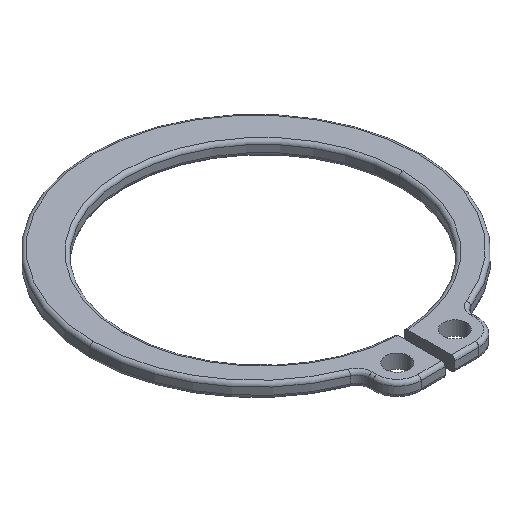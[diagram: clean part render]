
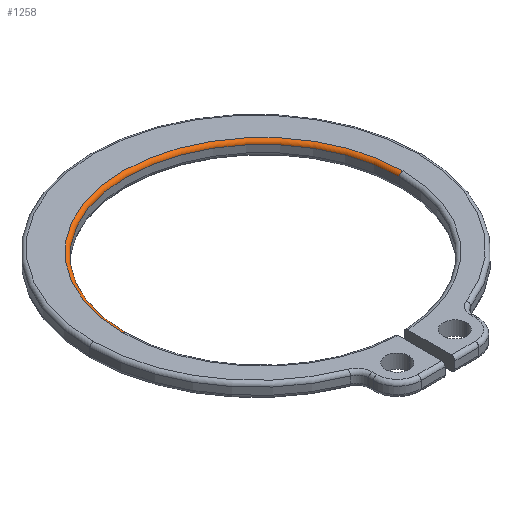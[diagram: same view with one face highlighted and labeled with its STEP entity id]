
A CAD part, isometric view. The second image highlights one B-rep face of the part: STEP entity #1258.
In plain terms, the highlighted toroidal (fillet/blend) face has major radius 11.9 mm and minor radius 0.3 mm.
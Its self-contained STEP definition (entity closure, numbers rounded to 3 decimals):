
#3 = AXIS2_PLACEMENT_3D ( 'NONE', #1083, #1003, #977 ) ;
#32 = VERTEX_POINT ( 'NONE', #1099 ) ;
#62 = CARTESIAN_POINT ( 'NONE',  ( -11.6, 0., 0.9 ) ) ;
#82 = CIRCLE ( 'NONE', #340, 11.9 ) ;
#111 = EDGE_CURVE ( 'NONE', #32, #1464, #82, .T. ) ;
#137 = DIRECTION ( 'NONE',  ( 0., 0., 1. ) ) ;
#138 = CARTESIAN_POINT ( 'NONE',  ( 0., 0., 0.9 ) ) ;
#164 = ORIENTED_EDGE ( 'NONE', *, *, #949, .F. ) ;
#174 = DIRECTION ( 'NONE',  ( 1., 0., 0. ) ) ;
#232 = CARTESIAN_POINT ( 'NONE',  ( 0., 0., 0.9 ) ) ;
#237 = DIRECTION ( 'NONE',  ( 0., 0., -1. ) ) ;
#244 = CARTESIAN_POINT ( 'NONE',  ( 0., 0., 1.2 ) ) ;
#340 = AXIS2_PLACEMENT_3D ( 'NONE', #244, #237, #174 ) ;
#432 = CIRCLE ( 'NONE', #446, 0.3 ) ;
#443 = ORIENTED_EDGE ( 'NONE', *, *, #809, .T. ) ;
#446 = AXIS2_PLACEMENT_3D ( 'NONE', #576, #563, #557 ) ;
#459 = EDGE_CURVE ( 'NONE', #1464, #1035, #432, .T. ) ;
#464 = FACE_OUTER_BOUND ( 'NONE', #682, .T. ) ;
#485 = CIRCLE ( 'NONE', #640, 11.6 ) ;
#557 = DIRECTION ( 'NONE',  ( 0., 0., -1. ) ) ;
#558 = ORIENTED_EDGE ( 'NONE', *, *, #459, .F. ) ;
#563 = DIRECTION ( 'NONE',  ( 0., -1., 0. ) ) ;
#576 = CARTESIAN_POINT ( 'NONE',  ( 11.9, 0., 0.9 ) ) ;
#609 = CARTESIAN_POINT ( 'NONE',  ( 11.6, 0., 0.9 ) ) ;
#640 = AXIS2_PLACEMENT_3D ( 'NONE', #138, #137, #1455 ) ;
#682 = EDGE_LOOP ( 'NONE', ( #712, #443, #164, #558 ) ) ;
#712 = ORIENTED_EDGE ( 'NONE', *, *, #111, .F. ) ;
#794 = TOROIDAL_SURFACE ( 'NONE', #1248, 11.9, 0.3 ) ;
#809 = EDGE_CURVE ( 'NONE', #32, #1160, #1277, .T. ) ;
#949 = EDGE_CURVE ( 'NONE', #1035, #1160, #485, .T. ) ;
#977 = DIRECTION ( 'NONE',  ( -1., 0., 0. ) ) ;
#1003 = DIRECTION ( 'NONE',  ( 0., 1., 0. ) ) ;
#1035 = VERTEX_POINT ( 'NONE', #609 ) ;
#1083 = CARTESIAN_POINT ( 'NONE',  ( -11.9, 0., 0.9 ) ) ;
#1099 = CARTESIAN_POINT ( 'NONE',  ( -11.9, 0., 1.2 ) ) ;
#1144 = CARTESIAN_POINT ( 'NONE',  ( 11.9, 0., 1.2 ) ) ;
#1160 = VERTEX_POINT ( 'NONE', #62 ) ;
#1170 = DIRECTION ( 'NONE',  ( 1., 0., 0. ) ) ;
#1248 = AXIS2_PLACEMENT_3D ( 'NONE', #232, #1516, #1170 ) ;
#1258 = ADVANCED_FACE ( 'NONE', ( #464 ), #794, .T. ) ;
#1277 = CIRCLE ( 'NONE', #3, 0.3 ) ;
#1455 = DIRECTION ( 'NONE',  ( 1., 0., 0. ) ) ;
#1464 = VERTEX_POINT ( 'NONE', #1144 ) ;
#1516 = DIRECTION ( 'NONE',  ( 0., 0., 1. ) ) ;
